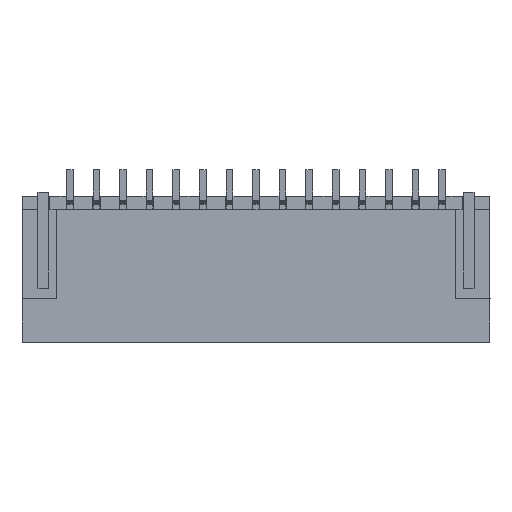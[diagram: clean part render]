
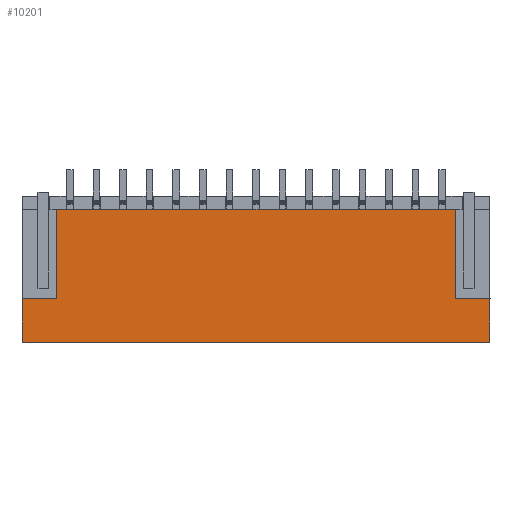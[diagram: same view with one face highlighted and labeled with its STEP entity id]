
A CAD part, front view. The second image highlights one B-rep face of the part: STEP entity #10201.
In plain terms, the highlighted planar face has unit normal (0, -1, 0).
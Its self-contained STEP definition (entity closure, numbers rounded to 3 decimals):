
#2=DIRECTION('',(1.,0.,0.));
#3=VECTOR('',#2,17.6);
#4=CARTESIAN_POINT('',(-16.3,0.,-5.5));
#5=LINE('231477',#4,#3);
#3222=DIRECTION('',(0.,0.,1.));
#3223=VECTOR('',#3222,1.65);
#3224=CARTESIAN_POINT('',(1.3,0.,-5.5));
#3225=LINE('227230',#3224,#3223);
#3278=DIRECTION('',(1.,0.,0.));
#3279=VECTOR('',#3278,15.);
#3280=CARTESIAN_POINT('',(-15.,0.,-0.5));
#3281=LINE('231476',#3280,#3279);
#3282=DIRECTION('',(0.,0.,-1.));
#3283=VECTOR('',#3282,3.35);
#3284=CARTESIAN_POINT('',(-15.,0.,-0.5));
#3285=LINE('229537',#3284,#3283);
#3290=DIRECTION('',(0.,0.,1.));
#3291=VECTOR('',#3290,3.35);
#3292=CARTESIAN_POINT('',(0.,0.,-3.85));
#3293=LINE('227226',#3292,#3291);
#3426=DIRECTION('',(-1.,0.,0.));
#3427=VECTOR('',#3426,1.3);
#3428=CARTESIAN_POINT('',(1.3,0.,-3.85));
#3429=LINE('227231',#3428,#3427);
#3446=DIRECTION('',(0.,0.,1.));
#3447=VECTOR('',#3446,1.65);
#3448=CARTESIAN_POINT('',(-16.3,0.,-5.5));
#3449=LINE('229540',#3448,#3447);
#3690=DIRECTION('',(-1.,0.,0.));
#3691=VECTOR('',#3690,1.3);
#3692=CARTESIAN_POINT('',(-15.,0.,-3.85));
#3693=LINE('229539',#3692,#3691);
#3804=CARTESIAN_POINT('',(0.,0.,-0.5));
#3806=VERTEX_POINT('',#3804);
#3932=CARTESIAN_POINT('',(0.,0.,-3.85));
#3933=VERTEX_POINT('',#3932);
#3934=CARTESIAN_POINT('',(1.3,0.,-5.5));
#3935=CARTESIAN_POINT('',(1.3,0.,-3.85));
#3936=VERTEX_POINT('',#3934);
#3937=VERTEX_POINT('',#3935);
#4944=CARTESIAN_POINT('',(-15.,0.,-0.5));
#4946=VERTEX_POINT('',#4944);
#4956=CARTESIAN_POINT('',(-15.,0.,-3.85));
#4957=VERTEX_POINT('',#4956);
#4958=CARTESIAN_POINT('',(-16.3,0.,-3.85));
#4959=VERTEX_POINT('',#4958);
#4960=CARTESIAN_POINT('',(-16.3,0.,-5.5));
#4961=VERTEX_POINT('',#4960);
#10181=CARTESIAN_POINT('',(0.,0.,-3.));
#10182=DIRECTION('',(0.,1.,0.));
#10183=DIRECTION('',(1.,0.,0.));
#10184=AXIS2_PLACEMENT_3D('',#10181,#10182,#10183);
#10185=PLANE('228786',#10184);
#10186=ORIENTED_EDGE('231476',*,*,#5461,.T.);
#10188=ORIENTED_EDGE('227226',*,*,#10187,.F.);
#10190=ORIENTED_EDGE('227231',*,*,#10189,.F.);
#10191=ORIENTED_EDGE('227230',*,*,#10114,.F.);
#10192=ORIENTED_EDGE('231477',*,*,#5071,.F.);
#10194=ORIENTED_EDGE('229540',*,*,#10193,.T.);
#10196=ORIENTED_EDGE('229539',*,*,#10195,.F.);
#10198=ORIENTED_EDGE('229537',*,*,#10197,.F.);
#10199=EDGE_LOOP('228786',(#10186,#10188,#10190,#10191,#10192,#10194,#10196,
#10198));
#10200=FACE_OUTER_BOUND('228786',#10199,.F.);
#10201=ADVANCED_FACE('228786',(#10200),#10185,.F.);
#5071=EDGE_CURVE('231477',#4961,#3936,#5,.T.);
#5461=EDGE_CURVE('231476',#4946,#3806,#3281,.T.);
#10114=EDGE_CURVE('227230',#3936,#3937,#3225,.T.);
#10187=EDGE_CURVE('227226',#3933,#3806,#3293,.T.);
#10189=EDGE_CURVE('227231',#3937,#3933,#3429,.T.);
#10193=EDGE_CURVE('229540',#4961,#4959,#3449,.T.);
#10195=EDGE_CURVE('229539',#4957,#4959,#3693,.T.);
#10197=EDGE_CURVE('229537',#4946,#4957,#3285,.T.);
